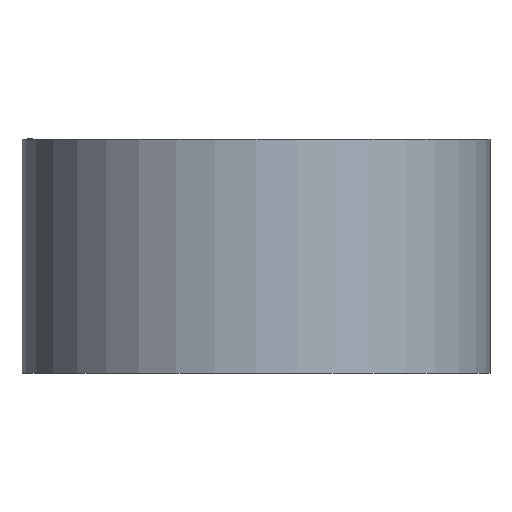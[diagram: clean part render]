
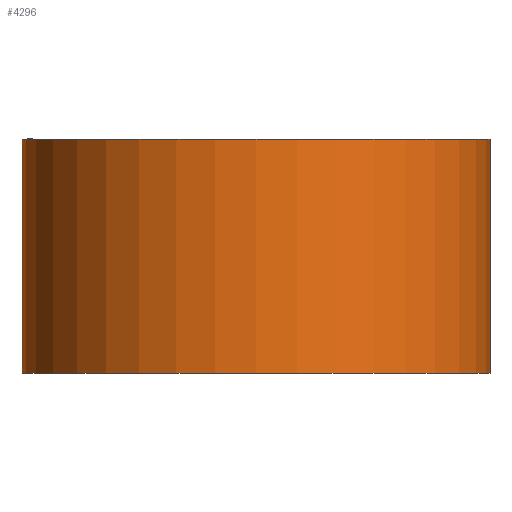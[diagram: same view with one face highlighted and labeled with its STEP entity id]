
A CAD part, front view. The second image highlights one B-rep face of the part: STEP entity #4296.
In plain terms, the highlighted cylindrical face has radius 27 mm (diameter 54 mm), a partial arc.
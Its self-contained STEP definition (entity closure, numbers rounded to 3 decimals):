
#200 = ORIENTED_EDGE ( 'NONE', *, *, #8606, .T. ) ;
#261 = EDGE_CURVE ( 'NONE', #3235, #6820, #6799, .T. ) ;
#402 = VERTEX_POINT ( 'NONE', #5207 ) ;
#535 = DIRECTION ( 'NONE',  ( 1., 0., 0. ) ) ;
#711 = DIRECTION ( 'NONE',  ( -1., 0., 0. ) ) ;
#782 = EDGE_CURVE ( 'NONE', #6820, #8159, #2341, .T. ) ;
#799 = CARTESIAN_POINT ( 'NONE',  ( 27., 0., 27. ) ) ;
#898 = DIRECTION ( 'NONE',  ( 0., 0., -1. ) ) ;
#1161 = DIRECTION ( 'NONE',  ( 0., 0., -1. ) ) ;
#1684 = DIRECTION ( 'NONE',  ( 0., 0., -1. ) ) ;
#2109 = CIRCLE ( 'NONE', #3382, 27. ) ;
#2253 = CARTESIAN_POINT ( 'NONE',  ( 0., 0., 27. ) ) ;
#2341 = LINE ( 'NONE', #799, #5850 ) ;
#2721 = CARTESIAN_POINT ( 'NONE',  ( -27., 0., 27. ) ) ;
#2991 = CYLINDRICAL_SURFACE ( 'NONE', #6822, 27. ) ;
#3235 = VERTEX_POINT ( 'NONE', #2721 ) ;
#3382 = AXIS2_PLACEMENT_3D ( 'NONE', #3767, #9838, #535 ) ;
#3523 = EDGE_CURVE ( 'NONE', #402, #8159, #2109, .T. ) ;
#3767 = CARTESIAN_POINT ( 'NONE',  ( 0., 0., 0. ) ) ;
#4296 = ADVANCED_FACE ( 'NONE', ( #6037 ), #2991, .T. ) ;
#4356 = ORIENTED_EDGE ( 'NONE', *, *, #3523, .T. ) ;
#4459 = CARTESIAN_POINT ( 'NONE',  ( 0., 0., 27. ) ) ;
#5207 = CARTESIAN_POINT ( 'NONE',  ( -27., 0., 0. ) ) ;
#5699 = CARTESIAN_POINT ( 'NONE',  ( -27., 0., 27. ) ) ;
#5850 = VECTOR ( 'NONE', #1684, 1000. ) ;
#6037 = FACE_OUTER_BOUND ( 'NONE', #6176, .T. ) ;
#6176 = EDGE_LOOP ( 'NONE', ( #7345, #8042, #200, #4356 ) ) ;
#6401 = CARTESIAN_POINT ( 'NONE',  ( 27., 0., 27. ) ) ;
#6791 = DIRECTION ( 'NONE',  ( 1., 0., 0. ) ) ;
#6799 = CIRCLE ( 'NONE', #8402, 27. ) ;
#6820 = VERTEX_POINT ( 'NONE', #6401 ) ;
#6822 = AXIS2_PLACEMENT_3D ( 'NONE', #2253, #898, #711 ) ;
#7142 = LINE ( 'NONE', #5699, #8676 ) ;
#7345 = ORIENTED_EDGE ( 'NONE', *, *, #782, .F. ) ;
#7500 = DIRECTION ( 'NONE',  ( 0., 0., 1. ) ) ;
#8042 = ORIENTED_EDGE ( 'NONE', *, *, #261, .F. ) ;
#8159 = VERTEX_POINT ( 'NONE', #9331 ) ;
#8402 = AXIS2_PLACEMENT_3D ( 'NONE', #4459, #7500, #6791 ) ;
#8606 = EDGE_CURVE ( 'NONE', #3235, #402, #7142, .T. ) ;
#8676 = VECTOR ( 'NONE', #1161, 1000. ) ;
#9331 = CARTESIAN_POINT ( 'NONE',  ( 27., 0., 0. ) ) ;
#9838 = DIRECTION ( 'NONE',  ( 0., 0., 1. ) ) ;
